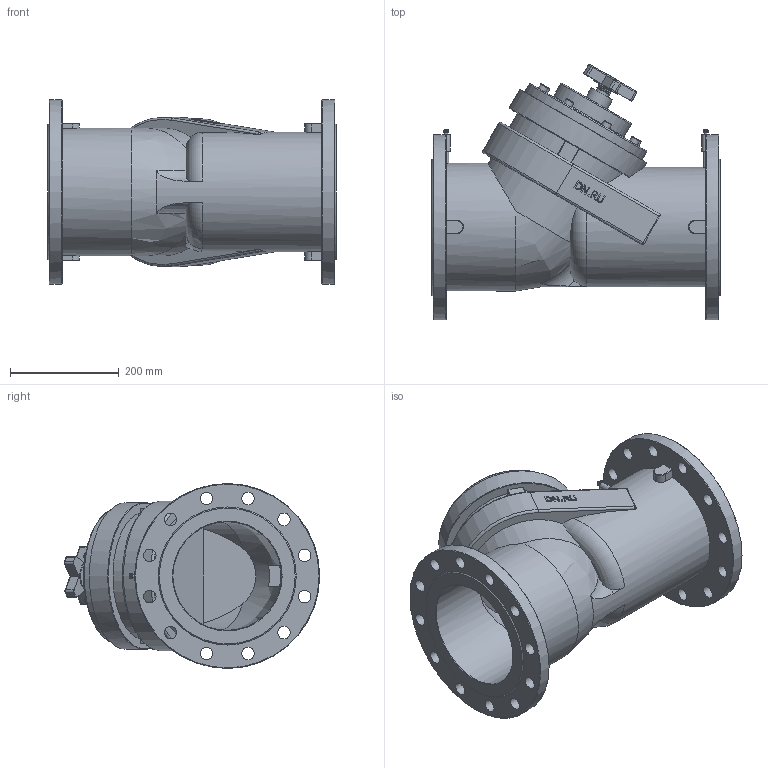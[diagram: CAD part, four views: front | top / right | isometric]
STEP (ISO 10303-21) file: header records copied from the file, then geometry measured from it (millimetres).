
FILE_DESCRIPTION(/* description */ (''),/* implementation_level */ '2;1');
FILE_NAME(/* name */ 'DN200_3D_STEP.stp',/* time_stamp */ '2024-03-03T22:54:29+03:00',/* author */ ('igorr'),/* organization */ (''),/* preprocessor_version */ 'ST-DEVELOPER v19.2',/* originating_system */ 'Autodesk Inventor 2023',/* authorisation */ '');
FILE_SCHEMA (('AUTOMOTIVE_DESIGN { 1 0 10303 214 3 1 1 }'));
Length unit declared in the file: millimetre
Products named in the file (4): Сборка; Деталь1; Деталь2; AS 1420 - 1973 - M10 x 16
Assembly tree (10 placements, depth 2):
  Сборка
    Деталь1
    Деталь2
    AS 1420 - 1973 - M10 x 16  x8
Bounding box: 530 x 469.71 x 340 mm (x, y, z)
Volume: 16461699.2 mm3; surface area: 1355945.3 mm2
Topology: 10 solids, 12 shells, 1764 faces, 4443 edges, 2738 vertices
Faces by surface type: plane 1257, cylinder 361, bspline 64, torus 55, cone 27
Full cylindrical faces by diameter (mm): 6 x2, 7.5 x2, 8.348 x2, 10 x8, 12 x8, 15 x2, 16 x8, 23 x24, 25 x1, 27 x2, 45 x1, 50 x1, 100 x1, 150 x1, 200 x2, 220 x1, 235 x1, 250 x1, 270 x1, 340 x2
Entity records: 52520 total; most frequent: CARTESIAN_POINT 11036, ORIENTED_EDGE 8372, DIRECTION 8257, EDGE_CURVE 4186, AXIS2_PLACEMENT_3D 2830, LINE 2597, VECTOR 2597, VERTEX_POINT 2570
